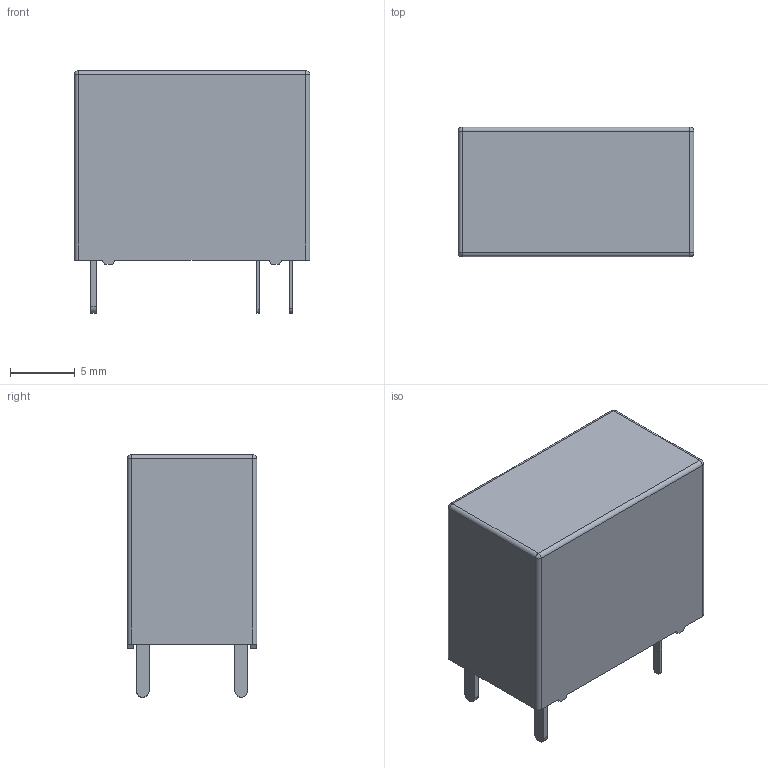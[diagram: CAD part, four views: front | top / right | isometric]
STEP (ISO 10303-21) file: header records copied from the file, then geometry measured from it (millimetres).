
FILE_DESCRIPTION(/* description */ ('Unknown'),/* implementation_level */ '2;1');
FILE_NAME(/* name */ 'AHQSH112LM100G',/* time_stamp */ '2024-02-27T14:07:18+02:00',/* author */ ('Unknown'),/* organization */ ('Unknown'),/* preprocessor_version */ 'ST-DEVELOPER v18.102',/* originating_system */ 'Solid Edge',/* authorisation */ 'Unknown');
FILE_SCHEMA (('AUTOMOTIVE_DESIGN {1 0 10303 214 3 1 1}'));
Length unit declared in the file: millimetre
Products named in the file (1): AHQSH112LM100G
Bounding box: 18.2 x 10 x 18.69 mm (x, y, z)
Volume: 2658.6 mm3; surface area: 1213.1 mm2
Topology: 1 solids, 1 shells, 62 faces, 160 edges, 100 vertices
Faces by surface type: plane 42, cylinder 16, sphere 4
Entity records: 2294 total; most frequent: CARTESIAN_POINT 319, DIRECTION 314, ORIENTED_EDGE 312, EDGE_CURVE 156, LINE 124, VECTOR 124, VERTEX_POINT 100, AXIS2_PLACEMENT_3D 95
